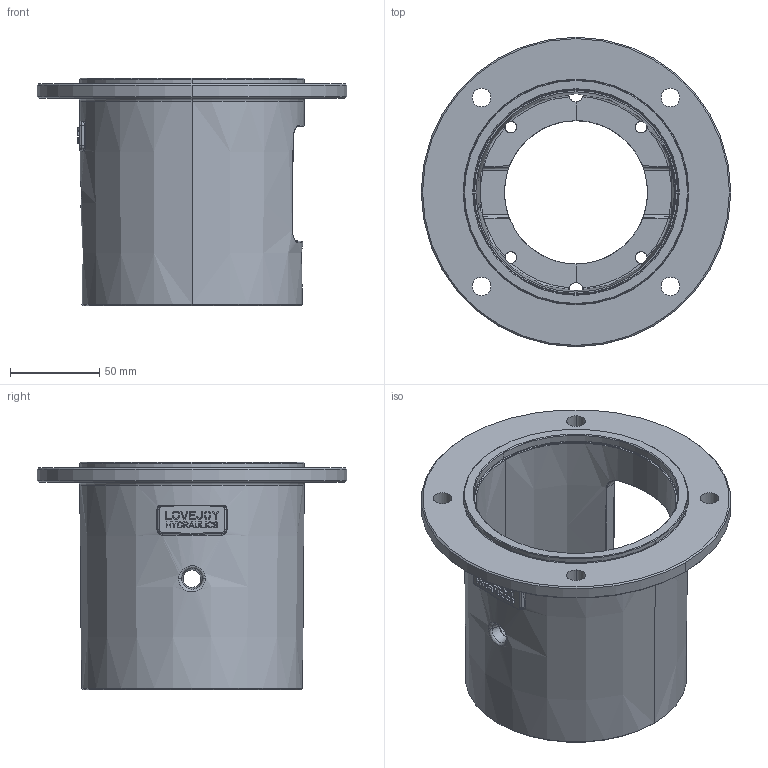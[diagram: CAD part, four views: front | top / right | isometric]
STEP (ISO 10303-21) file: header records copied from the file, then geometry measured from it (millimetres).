
FILE_DESCRIPTION((''),'2;1');
FILE_NAME('84527105192_ASM','2013-04-26T',('ppetruska'),(''),'PRO/ENGINEER BY PARAMETRIC TECHNOLOGY CORPORATION, 2012480','PRO/ENGINEER BY PARAMETRIC TECHNOLOGY CORPORATION, 2012480','');
FILE_SCHEMA(('CONFIG_CONTROL_DESIGN'));
Length unit declared in the file: inch
Products named in the file (3): 84527106013_AF9; 84527106018_AF8_ASM; 84527105192_ASM
Assembly tree (2 placements, depth 3):
  84527105192_ASM
    84527106018_AF8_ASM
      84527106013_AF9
Bounding box: 172.97 x 172.97 x 127 mm (x, y, z)
Volume: 457805.8 mm3; surface area: 126472.4 mm2
Topology: 1 solids, 1 shells, 543 faces, 1479 edges, 958 vertices
Faces by surface type: plane 403, bspline 47, cylinder 46, cone 26, torus 13, extrusion 4, sphere 4
Entity records: 20135 total; most frequent: CARTESIAN_POINT 6586, ORIENTED_EDGE 2958, DIRECTION 2511, EDGE_CURVE 1479, VECTOR 1195, LINE 1191, VERTEX_POINT 958, AXIS2_PLACEMENT_3D 658
